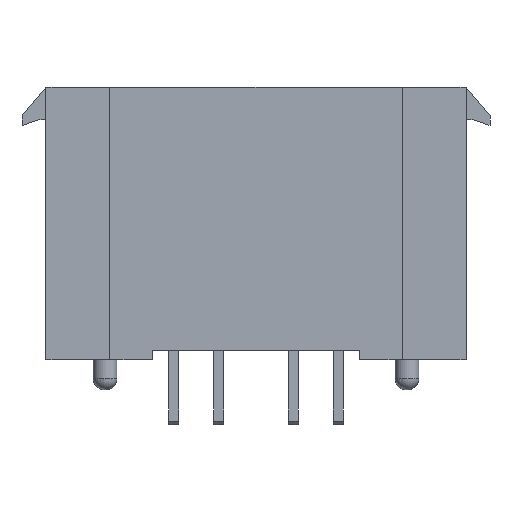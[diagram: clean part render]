
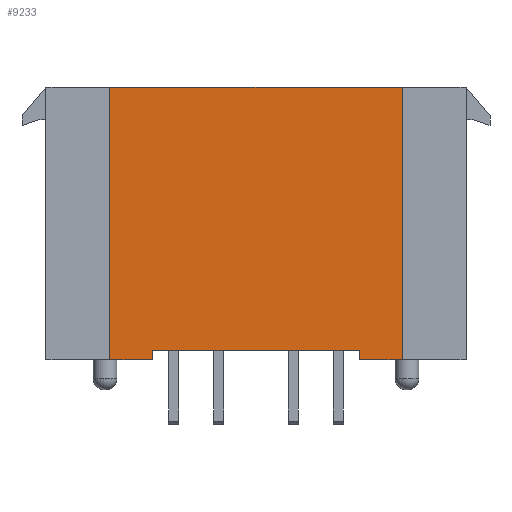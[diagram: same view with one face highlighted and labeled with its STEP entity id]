
A CAD part, front view. The second image highlights one B-rep face of the part: STEP entity #9233.
In plain terms, the highlighted face is planar.
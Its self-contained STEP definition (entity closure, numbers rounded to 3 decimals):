
#42 = CARTESIAN_POINT ( 'NONE',  ( 6.11, 12.45, 0. ) ) ;
#131 = VECTOR ( 'NONE', #8987, 1000. ) ;
#137 = LINE ( 'NONE', #10137, #6209 ) ;
#370 = CARTESIAN_POINT ( 'NONE',  ( 6.11, 12.45, 0. ) ) ;
#984 = ORIENTED_EDGE ( 'NONE', *, *, #4660, .T. ) ;
#1056 = VECTOR ( 'NONE', #2023, 1000. ) ;
#1058 = VERTEX_POINT ( 'NONE', #5804 ) ;
#1182 = EDGE_CURVE ( 'NONE', #1058, #4552, #11599, .T. ) ;
#1209 = DIRECTION ( 'NONE',  ( -1., 0., 0. ) ) ;
#1799 = EDGE_CURVE ( 'NONE', #5899, #3400, #11126, .T. ) ;
#1827 = DIRECTION ( 'NONE',  ( -1., 0., 0. ) ) ;
#1829 = CARTESIAN_POINT ( 'NONE',  ( 4.33, 12.45, 11.38 ) ) ;
#2023 = DIRECTION ( 'NONE',  ( -1., 0., 0. ) ) ;
#2114 = VECTOR ( 'NONE', #5225, 1000. ) ;
#2156 = CARTESIAN_POINT ( 'NONE',  ( 6.11, 12.45, 11.38 ) ) ;
#2252 = VECTOR ( 'NONE', #10114, 1000. ) ;
#2472 = EDGE_CURVE ( 'NONE', #8889, #4747, #3077, .T. ) ;
#2529 = DIRECTION ( 'NONE',  ( 0., 0., 1. ) ) ;
#2622 = CARTESIAN_POINT ( 'NONE',  ( 6.11, 12.45, 11.38 ) ) ;
#2633 = ORIENTED_EDGE ( 'NONE', *, *, #10698, .F. ) ;
#2661 = ORIENTED_EDGE ( 'NONE', *, *, #10369, .F. ) ;
#2724 = CARTESIAN_POINT ( 'NONE',  ( 6.11, 12.45, 11.38 ) ) ;
#2785 = DIRECTION ( 'NONE',  ( 0., 0., -1. ) ) ;
#3030 = CARTESIAN_POINT ( 'NONE',  ( -6.11, 12.45, 0. ) ) ;
#3077 = LINE ( 'NONE', #8053, #6561 ) ;
#3400 = VERTEX_POINT ( 'NONE', #3030 ) ;
#4510 = CARTESIAN_POINT ( 'NONE',  ( -6.11, 12.45, 11.38 ) ) ;
#4533 = CARTESIAN_POINT ( 'NONE',  ( -4.33, 12.45, 11. ) ) ;
#4552 = VERTEX_POINT ( 'NONE', #6989 ) ;
#4660 = EDGE_CURVE ( 'NONE', #1058, #10123, #5753, .T. ) ;
#4747 = VERTEX_POINT ( 'NONE', #1829 ) ;
#5225 = DIRECTION ( 'NONE',  ( 0., 0., -1. ) ) ;
#5328 = LINE ( 'NONE', #4510, #2252 ) ;
#5682 = EDGE_CURVE ( 'NONE', #9842, #5899, #137, .T. ) ;
#5753 = LINE ( 'NONE', #10740, #2114 ) ;
#5804 = CARTESIAN_POINT ( 'NONE',  ( -4.33, 12.45, 11.38 ) ) ;
#5861 = ORIENTED_EDGE ( 'NONE', *, *, #9928, .T. ) ;
#5899 = VERTEX_POINT ( 'NONE', #370 ) ;
#5947 = ORIENTED_EDGE ( 'NONE', *, *, #1799, .T. ) ;
#6023 = LINE ( 'NONE', #2156, #10644 ) ;
#6209 = VECTOR ( 'NONE', #2785, 1000. ) ;
#6561 = VECTOR ( 'NONE', #2529, 1000. ) ;
#6573 = CARTESIAN_POINT ( 'NONE',  ( 6.11, 12.45, 11.38 ) ) ;
#6803 = VECTOR ( 'NONE', #1827, 1000. ) ;
#6989 = CARTESIAN_POINT ( 'NONE',  ( -6.11, 12.45, 11.38 ) ) ;
#7045 = CARTESIAN_POINT ( 'NONE',  ( 4.33, 12.45, 11. ) ) ;
#7674 = ORIENTED_EDGE ( 'NONE', *, *, #2472, .T. ) ;
#7894 = CARTESIAN_POINT ( 'NONE',  ( -4.33, 12.45, 11. ) ) ;
#8053 = CARTESIAN_POINT ( 'NONE',  ( 4.33, 12.45, 11. ) ) ;
#8222 = ORIENTED_EDGE ( 'NONE', *, *, #1182, .F. ) ;
#8301 = DIRECTION ( 'NONE',  ( 0., 0., -1. ) ) ;
#8515 = FACE_OUTER_BOUND ( 'NONE', #11835, .T. ) ;
#8889 = VERTEX_POINT ( 'NONE', #7045 ) ;
#8918 = LINE ( 'NONE', #4533, #131 ) ;
#8987 = DIRECTION ( 'NONE',  ( 1., 0., 0. ) ) ;
#9233 = ADVANCED_FACE ( 'NONE', ( #8515 ), #10265, .F. ) ;
#9294 = DIRECTION ( 'NONE',  ( 0., -1., 0. ) ) ;
#9842 = VERTEX_POINT ( 'NONE', #2622 ) ;
#9928 = EDGE_CURVE ( 'NONE', #10123, #8889, #8918, .T. ) ;
#10114 = DIRECTION ( 'NONE',  ( 0., 0., -1. ) ) ;
#10123 = VERTEX_POINT ( 'NONE', #7894 ) ;
#10137 = CARTESIAN_POINT ( 'NONE',  ( 6.11, 12.45, 11.38 ) ) ;
#10265 = PLANE ( 'NONE',  #11957 ) ;
#10369 = EDGE_CURVE ( 'NONE', #9842, #4747, #6023, .T. ) ;
#10644 = VECTOR ( 'NONE', #1209, 1000. ) ;
#10698 = EDGE_CURVE ( 'NONE', #4552, #3400, #5328, .T. ) ;
#10740 = CARTESIAN_POINT ( 'NONE',  ( -4.33, 12.45, 11.38 ) ) ;
#11126 = LINE ( 'NONE', #42, #6803 ) ;
#11576 = ORIENTED_EDGE ( 'NONE', *, *, #5682, .T. ) ;
#11599 = LINE ( 'NONE', #6573, #1056 ) ;
#11835 = EDGE_LOOP ( 'NONE', ( #7674, #2661, #11576, #5947, #2633, #8222, #984, #5861 ) ) ;
#11957 = AXIS2_PLACEMENT_3D ( 'NONE', #2724, #9294, #8301 ) ;
